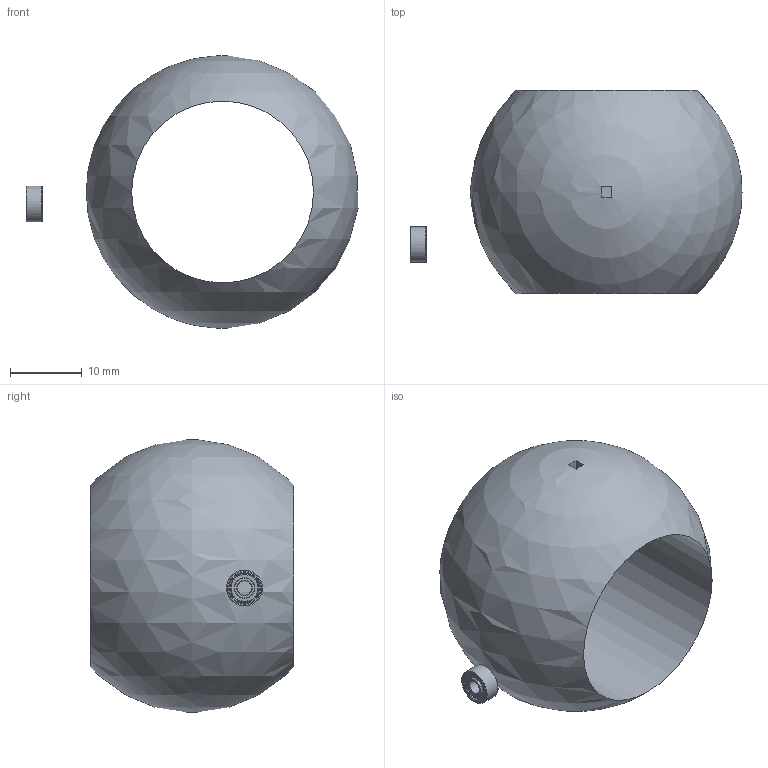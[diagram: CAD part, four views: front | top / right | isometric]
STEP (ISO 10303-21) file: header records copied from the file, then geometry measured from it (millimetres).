
FILE_DESCRIPTION(/* description */ (''),/* implementation_level */ '2;1');
FILE_NAME(/* name */ 'Ball Valve.step',/* time_stamp */ '2023-06-13T18:42:25-07:00',/* author */ (''),/* organization */ (''),/* preprocessor_version */ 'ST-DEVELOPER v19.2',/* originating_system */ 'Autodesk Translation Framework v12.6.0.85',/* authorisation */ '');
FILE_SCHEMA (('AUTOMOTIVE_DESIGN { 1 0 10303 214 3 1 1 }'));
Length unit declared in the file: inch
Products named in the file (2): Ball Valve; 682-2z_1
Assembly tree (1 placements, depth 2):
  Ball Valve
    682-2z_1
Bounding box: 46.39 x 28.4 x 38.07 mm (x, y, z)
Volume: 12000.4 mm3; surface area: 5933.8 mm2
Topology: 13 solids, 13 shells, 170 faces, 516 edges, 340 vertices
Faces by surface type: torus 62, plane 50, sphere 31, cylinder 21, cone 6
Full cylindrical faces by diameter (mm): 2 x1, 2.7 x2, 2.9 x2, 2.98 x2, 3.62 x2, 3.9 x2, 4.32 x2, 4.4 x2, 4.52 x4, 5 x1, 25.4 x1
Entity records: 8054 total; most frequent: CARTESIAN_POINT 3545, ORIENTED_EDGE 960, DIRECTION 927, EDGE_CURVE 480, AXIS2_PLACEMENT_3D 442, VERTEX_POINT 340, CIRCLE 269, EDGE_LOOP 188
